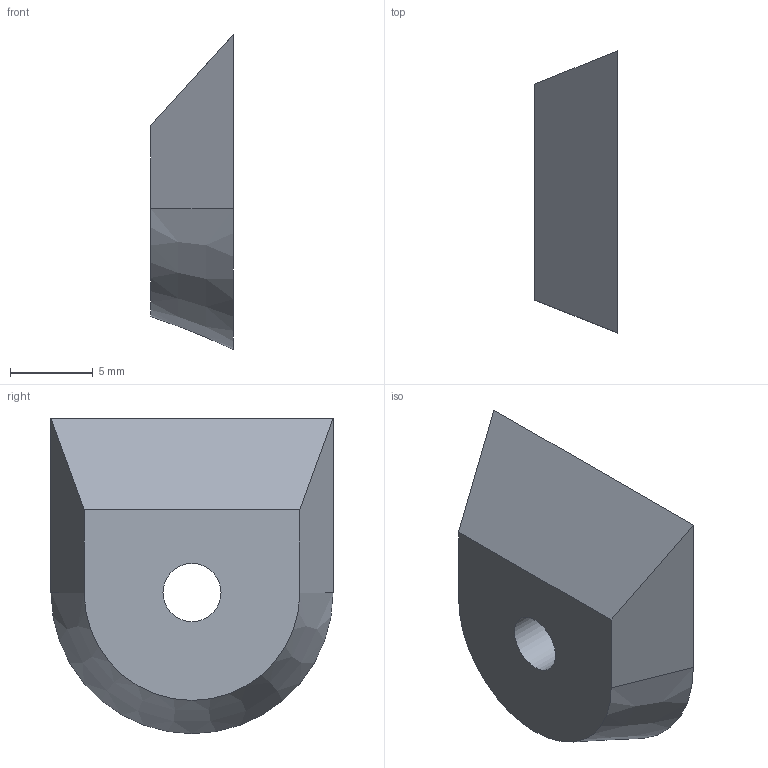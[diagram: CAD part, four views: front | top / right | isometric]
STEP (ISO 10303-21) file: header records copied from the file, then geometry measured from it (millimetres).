
FILE_DESCRIPTION(('FreeCAD Model'),'2;1');
FILE_NAME('Open CASCADE Shape Model','2022-11-09T23:36:03',(''),(''), 'Open CASCADE STEP processor 7.6','FreeCAD','Unknown');
FILE_SCHEMA(('AUTOMOTIVE_DESIGN { 1 0 10303 214 1 1 1 1 }'));
Length unit declared in the file: millimetre
Products named in the file (2): printMonitorControlBot; Body055
Assembly tree (1 placements, depth 2):
  printMonitorControlBot
    Body055
Bounding box: 5 x 17 x 19 mm (x, y, z)
Volume: 986.7 mm3; surface area: 780.9 mm2
Topology: 1 solids, 1 shells, 7 faces, 15 edges, 10 vertices
Faces by surface type: bspline 3, plane 2, cone 1, cylinder 1
Full cylindrical faces by diameter (mm): 3.5 x1
Entity records: 426 total; most frequent: CARTESIAN_POINT 88, DIRECTION 51, ORIENTED_EDGE 30, PCURVE 30, DEFINITIONAL_REPRESENTATION 30, LINE 28, VECTOR 28, EDGE_CURVE 15
